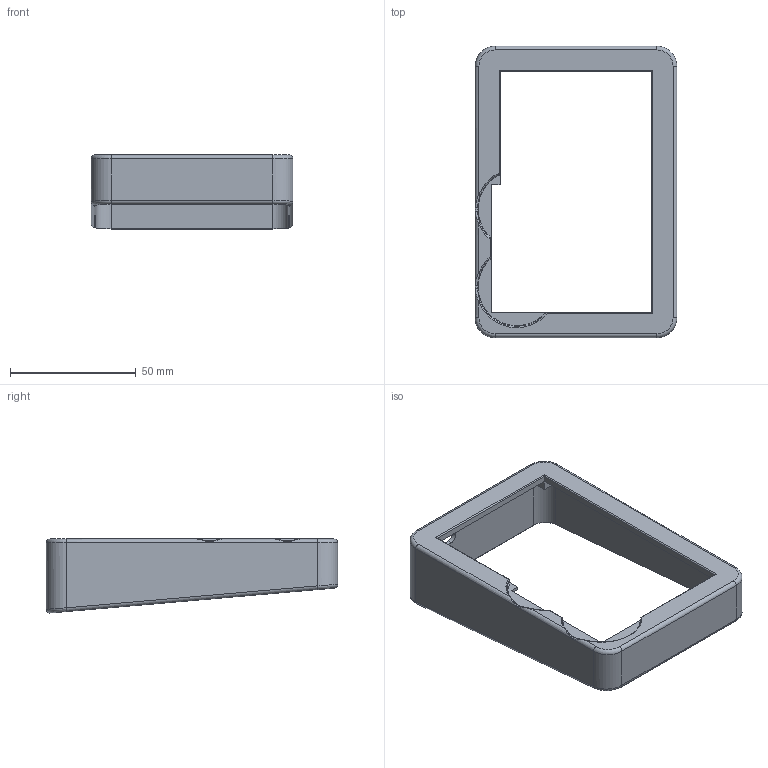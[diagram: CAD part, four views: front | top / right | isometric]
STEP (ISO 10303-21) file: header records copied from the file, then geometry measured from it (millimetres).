
FILE_DESCRIPTION(/* description */ ('STEP AP242','CAx-IF Rec.Pracs.---Representation and Presentation of Product Manufacturing Information (PMI)---4.0---2014-10-13','CAx-IF Rec.Pracs.---3D Tessellated Geometry---0.4---2014-09-14','2;1'),/* implementation_level */ '2;1');
FILE_NAME(/* name */ '67181aab4695cf68bec82e07',/* time_stamp */ '2024-10-22T21:35:39Z',/* author */ (''),/* organization */ (''),/* preprocessor_version */ 'ST-DEVELOPER v20',/* originating_system */ ' ',/* authorisation */ ' ');
FILE_SCHEMA (('AP242_MANAGED_MODEL_BASED_3D_ENGINEERING_MIM_LF { 1 0 10303 442 1 1 4 }'));
Length unit declared in the file: metre
Products named in the file (1): Top Case
Bounding box: 80.27 x 115.99 x 29.45 mm (x, y, z)
Volume: 23433.3 mm3; surface area: 24069.9 mm2
Topology: 1 solids, 1 shells, 97 faces, 241 edges, 149 vertices
Faces by surface type: plane 39, cylinder 34, bspline 10, torus 10, cone 4
Full cylindrical faces by diameter (mm): 2.9 x4
Entity records: 3035 total; most frequent: CARTESIAN_POINT 743, DIRECTION 476, ORIENTED_EDGE 466, EDGE_CURVE 233, AXIS2_PLACEMENT_3D 175, VERTEX_POINT 149, LINE 126, VECTOR 126
